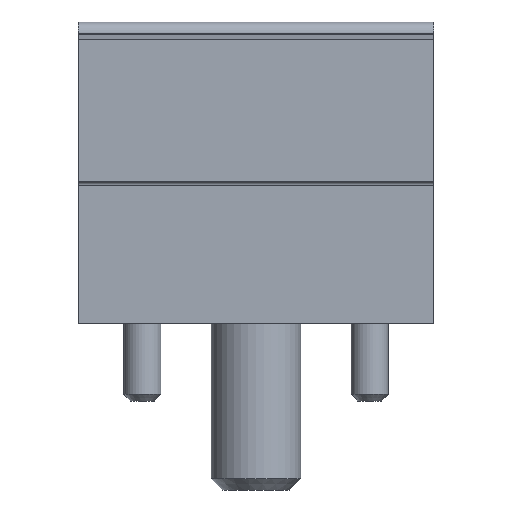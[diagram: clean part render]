
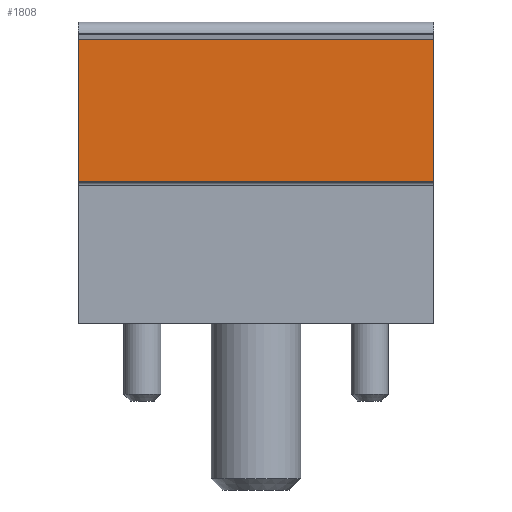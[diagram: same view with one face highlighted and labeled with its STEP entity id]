
A CAD part, front view. The second image highlights one B-rep face of the part: STEP entity #1808.
In plain terms, the highlighted planar face has unit normal (0, -1, 0).
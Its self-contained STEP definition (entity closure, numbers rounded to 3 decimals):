
#14 = EDGE_LOOP ( 'NONE', ( #551, #666, #1312, #3514 ) ) ;
#182 = EDGE_CURVE ( 'NONE', #882, #1255, #1206, .T. ) ;
#218 = DIRECTION ( 'NONE',  ( 0., 0., -1. ) ) ;
#308 = VERTEX_POINT ( 'NONE', #1261 ) ;
#349 = VECTOR ( 'NONE', #2749, 1000. ) ;
#366 = CARTESIAN_POINT ( 'NONE',  ( 23.813, -38.1, 19.05 ) ) ;
#530 = CARTESIAN_POINT ( 'NONE',  ( -23.813, -38.1, 19.05 ) ) ;
#551 = ORIENTED_EDGE ( 'NONE', *, *, #182, .T. ) ;
#666 = ORIENTED_EDGE ( 'NONE', *, *, #2641, .F. ) ;
#693 = DIRECTION ( 'NONE',  ( 0., 1., 0. ) ) ;
#882 = VERTEX_POINT ( 'NONE', #3129 ) ;
#989 = LINE ( 'NONE', #1446, #1727 ) ;
#1119 = VECTOR ( 'NONE', #2737, 1000. ) ;
#1206 = LINE ( 'NONE', #530, #349 ) ;
#1255 = VERTEX_POINT ( 'NONE', #3619 ) ;
#1261 = CARTESIAN_POINT ( 'NONE',  ( 23.813, -38.1, 19.05 ) ) ;
#1312 = ORIENTED_EDGE ( 'NONE', *, *, #4119, .F. ) ;
#1363 = PLANE ( 'NONE',  #4060 ) ;
#1446 = CARTESIAN_POINT ( 'NONE',  ( 23.813, -38.1, 19.05 ) ) ;
#1616 = FACE_OUTER_BOUND ( 'NONE', #14, .T. ) ;
#1727 = VECTOR ( 'NONE', #2654, 1000. ) ;
#1808 = ADVANCED_FACE ( 'NONE', ( #1616 ), #1363, .F. ) ;
#2117 = CARTESIAN_POINT ( 'NONE',  ( 23.813, -38.1, 19.05 ) ) ;
#2566 = DIRECTION ( 'NONE',  ( -1., 0., 0. ) ) ;
#2641 = EDGE_CURVE ( 'NONE', #308, #1255, #989, .T. ) ;
#2654 = DIRECTION ( 'NONE',  ( -1., 0., 0. ) ) ;
#2737 = DIRECTION ( 'NONE',  ( -1., 0., 0. ) ) ;
#2749 = DIRECTION ( 'NONE',  ( 0., 0., -1. ) ) ;
#2792 = LINE ( 'NONE', #2117, #3242 ) ;
#3129 = CARTESIAN_POINT ( 'NONE',  ( -23.813, -38.1, 38.1 ) ) ;
#3242 = VECTOR ( 'NONE', #218, 1000. ) ;
#3473 = VERTEX_POINT ( 'NONE', #3491 ) ;
#3491 = CARTESIAN_POINT ( 'NONE',  ( 23.813, -38.1, 38.1 ) ) ;
#3514 = ORIENTED_EDGE ( 'NONE', *, *, #3950, .T. ) ;
#3615 = LINE ( 'NONE', #3994, #1119 ) ;
#3619 = CARTESIAN_POINT ( 'NONE',  ( -23.813, -38.1, 19.05 ) ) ;
#3950 = EDGE_CURVE ( 'NONE', #3473, #882, #3615, .T. ) ;
#3994 = CARTESIAN_POINT ( 'NONE',  ( 23.813, -38.1, 38.1 ) ) ;
#4060 = AXIS2_PLACEMENT_3D ( 'NONE', #366, #693, #2566 ) ;
#4119 = EDGE_CURVE ( 'NONE', #3473, #308, #2792, .T. ) ;
